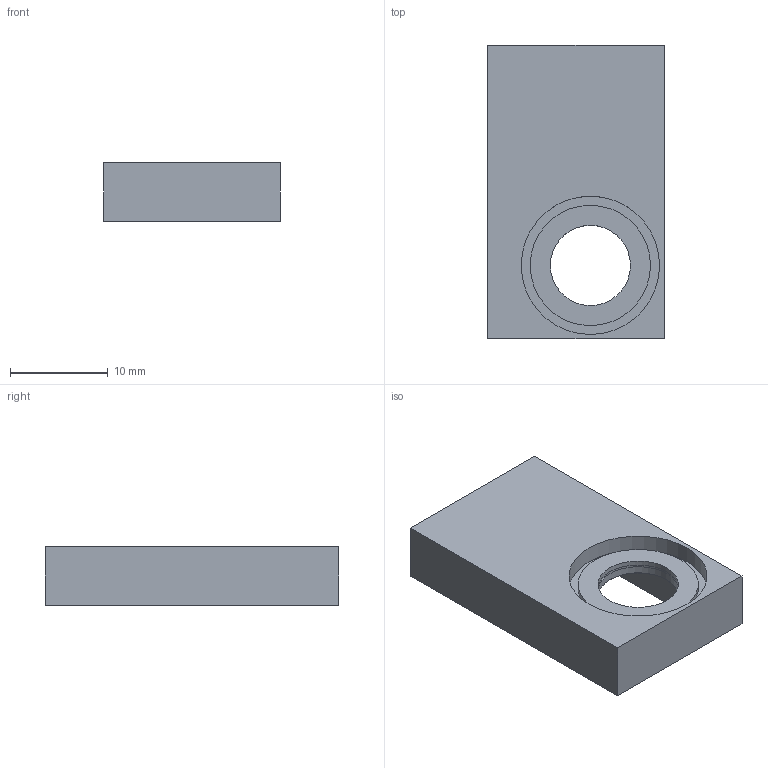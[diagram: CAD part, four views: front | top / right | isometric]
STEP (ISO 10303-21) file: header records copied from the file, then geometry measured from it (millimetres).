
FILE_DESCRIPTION(('FreeCAD Model'),'2;1');
FILE_NAME('Open CASCADE Shape Model','2024-10-02T15:46:13',(''),(''), 'Open CASCADE STEP processor 7.6','FreeCAD','Unknown');
FILE_SCHEMA(('AUTOMOTIVE_DESIGN { 1 0 10303 214 1 1 1 1 }'));
Length unit declared in the file: millimetre
Products named in the file (7): HMV080_Assembly_V2; hmv080_housing_cylander_mount_v001_001; hmv080_pcb_post_001; hmv080_pcb_post_002; hmv080_pcb_post_003; hmv080_pcb_post_004; Cut005
Assembly tree (6 placements, depth 2):
  HMV080_Assembly_V2
    hmv080_housing_cylander_mount_v001_001
    hmv080_pcb_post_001
    hmv080_pcb_post_002
    hmv080_pcb_post_003
    hmv080_pcb_post_004
    Cut005
Bounding box: 18 x 30 x 6 mm (x, y, z)
Volume: 1817.6 mm3; surface area: 2352.5 mm2
Topology: 7 solids, 7 shells, 47 faces, 90 edges, 60 vertices
Faces by surface type: plane 41, cylinder 6
Full cylindrical faces by diameter (mm): 8.2 x2, 8.24 x1, 12.3 x2, 14.14 x1
Entity records: 1360 total; most frequent: DIRECTION 210, CARTESIAN_POINT 204, ORIENTED_EDGE 180, EDGE_CURVE 90, LINE 78, VECTOR 78, AXIS2_PLACEMENT_3D 66, VERTEX_POINT 60
